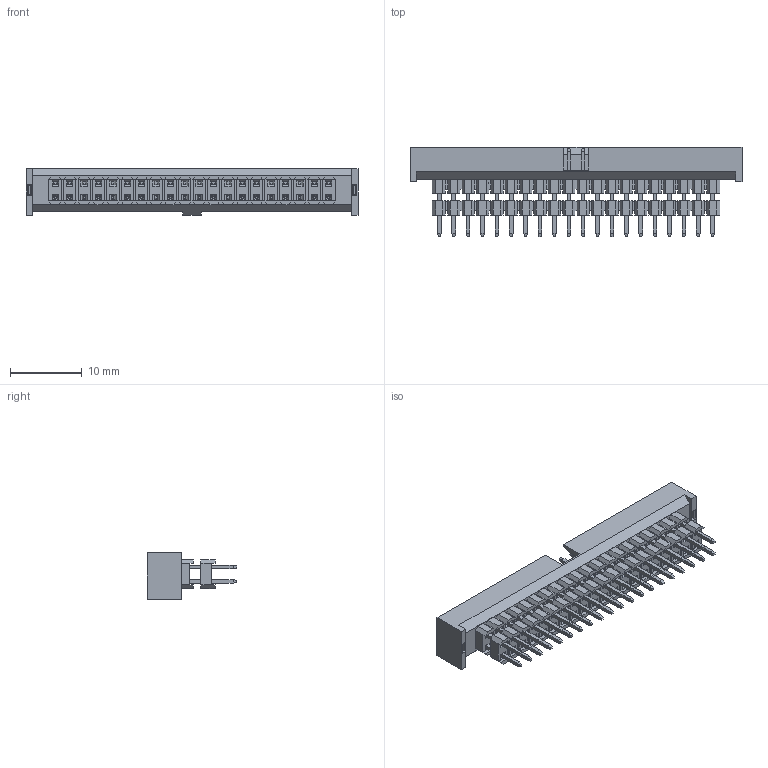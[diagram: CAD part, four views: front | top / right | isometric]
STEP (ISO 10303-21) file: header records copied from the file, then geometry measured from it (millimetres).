
FILE_DESCRIPTION( ('This file contains a STEP AP42 implementation' ,'as created by ZW3D STEP Interface translator.') ,'2;1' );
FILE_NAME( '3124-XXSXXBD00X1.stp' ,'2312 7.15 721', (''), ('ZWCAD Software Co.'), 'Version 1.0', 'ZW3D to STEP translator', '' );
FILE_SCHEMA(('AUTOMOTIVE_DESIGN { 1 0 10303 214 1 1 1 1 }'));
Length unit declared in the file: millimetre
Products named in the file (1): 0
Bounding box: 46.17 x 12.44 x 6.5 mm (x, y, z)
Volume: 1059.9 mm3; surface area: 3024.7 mm2
Topology: 1 solids, 1 shells, 2357 faces, 6491 edges, 4222 vertices
Faces by surface type: plane 2357
Entity records: 90759 total; most frequent: CARTESIAN_POINT 38326, ORIENTED_EDGE 12982, EDGE_CURVE 6491, DIRECTION 6156, B_SPLINE_CURVE_WITH_KNOTS 5051, VERTEX_POINT 4222, EDGE_LOOP 2599, AXIS2_PLACEMENT_3D 2358
